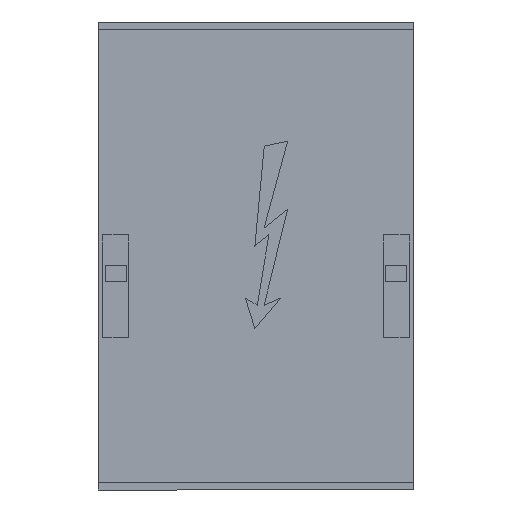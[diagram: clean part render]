
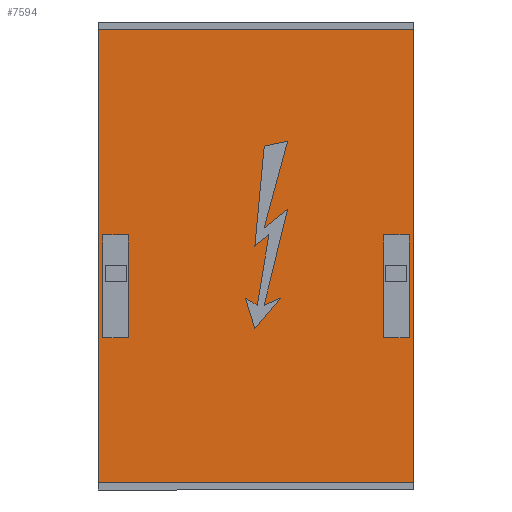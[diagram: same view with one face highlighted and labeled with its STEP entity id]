
A CAD part, front view. The second image highlights one B-rep face of the part: STEP entity #7594.
In plain terms, the highlighted face is planar.
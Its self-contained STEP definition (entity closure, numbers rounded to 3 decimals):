
#6901=CARTESIAN_POINT('',(89.0,-41.,-65.5));
#6902=VERTEX_POINT('',#6901);
#6909=CARTESIAN_POINT('',(89.0,3.,-65.5));
#6910=VERTEX_POINT('',#6909);
#6911=CARTESIAN_POINT('',(89.0,3.,-65.5));
#6912=DIRECTION('',(0.0,-1.0,0.0));
#6913=VECTOR('',#6912,44.);
#6914=LINE('',#6911,#6913);
#6915=EDGE_CURVE('',#6910,#6902,#6914,.T.);
#6940=CARTESIAN_POINT('',(89.0,3.,-54.5));
#6941=VERTEX_POINT('',#6940);
#6942=CARTESIAN_POINT('',(89.0,3.,-54.5));
#6943=DIRECTION('',(0.0,0.0,-1.0));
#6944=VECTOR('',#6943,11.);
#6945=LINE('',#6942,#6944);
#6946=EDGE_CURVE('',#6941,#6910,#6945,.T.);
#6971=CARTESIAN_POINT('',(89.0,-41.,-54.5));
#6972=VERTEX_POINT('',#6971);
#6973=CARTESIAN_POINT('',(89.0,-41.0,-54.5));
#6974=DIRECTION('',(0.0,1.0,0.0));
#6975=VECTOR('',#6974,44.);
#6976=LINE('',#6973,#6975);
#6977=EDGE_CURVE('',#6972,#6941,#6976,.T.);
#7000=CARTESIAN_POINT('',(89.0,-41.0,-65.5));
#7001=DIRECTION('',(0.0,0.0,1.0));
#7002=VECTOR('',#7001,11.);
#7003=LINE('',#7000,#7002);
#7004=EDGE_CURVE('',#6902,#6972,#7003,.T.);
#7043=CARTESIAN_POINT('',(89.0,-41.,54.5));
#7044=VERTEX_POINT('',#7043);
#7051=CARTESIAN_POINT('',(89.0,3.,54.5));
#7052=VERTEX_POINT('',#7051);
#7053=CARTESIAN_POINT('',(89.0,3.,54.5));
#7054=DIRECTION('',(0.0,-1.0,0.0));
#7055=VECTOR('',#7054,44.);
#7056=LINE('',#7053,#7055);
#7057=EDGE_CURVE('',#7052,#7044,#7056,.T.);
#7082=CARTESIAN_POINT('',(89.0,3.,65.5));
#7083=VERTEX_POINT('',#7082);
#7084=CARTESIAN_POINT('',(89.0,3.,65.5));
#7085=DIRECTION('',(0.0,0.0,-1.0));
#7086=VECTOR('',#7085,11.);
#7087=LINE('',#7084,#7086);
#7088=EDGE_CURVE('',#7083,#7052,#7087,.T.);
#7113=CARTESIAN_POINT('',(89.0,-41.,65.5));
#7114=VERTEX_POINT('',#7113);
#7115=CARTESIAN_POINT('',(89.0,-41.0,65.5));
#7116=DIRECTION('',(0.0,1.0,0.0));
#7117=VECTOR('',#7116,44.);
#7118=LINE('',#7115,#7117);
#7119=EDGE_CURVE('',#7114,#7083,#7118,.T.);
#7142=CARTESIAN_POINT('',(89.0,-41.0,54.5));
#7143=DIRECTION('',(0.0,0.0,1.0));
#7144=VECTOR('',#7143,11.);
#7145=LINE('',#7142,#7144);
#7146=EDGE_CURVE('',#7044,#7114,#7145,.T.);
#7185=CARTESIAN_POINT('',(89.0,6.,-3.5));
#7186=VERTEX_POINT('',#7185);
#7193=CARTESIAN_POINT('',(89.0,43.,-13.5));
#7194=VERTEX_POINT('',#7193);
#7195=CARTESIAN_POINT('',(89.0,43.,-13.5));
#7196=DIRECTION('',(0.0,-0.965,0.261));
#7197=VECTOR('',#7196,38.328);
#7198=LINE('',#7195,#7197);
#7199=EDGE_CURVE('',#7194,#7186,#7198,.T.);
#7223=CARTESIAN_POINT('',(89.0,14.,-13.5));
#7224=VERTEX_POINT('',#7223);
#7231=CARTESIAN_POINT('',(89.0,6.,-3.5));
#7232=DIRECTION('',(0.0,0.625,-0.781));
#7233=VECTOR('',#7232,12.806);
#7234=LINE('',#7231,#7233);
#7235=EDGE_CURVE('',#7186,#7224,#7234,.T.);
#7254=CARTESIAN_POINT('',(89.0,-27.,-3.5));
#7255=VERTEX_POINT('',#7254);
#7262=CARTESIAN_POINT('',(89.0,14.,-13.5));
#7263=DIRECTION('',(0.0,-0.972,0.237));
#7264=VECTOR('',#7263,42.202);
#7265=LINE('',#7262,#7264);
#7266=EDGE_CURVE('',#7224,#7255,#7265,.T.);
#7285=CARTESIAN_POINT('',(89.0,-24.,-10.5));
#7286=VERTEX_POINT('',#7285);
#7293=CARTESIAN_POINT('',(89.0,-27.,-3.5));
#7294=DIRECTION('',(0.0,0.394,-0.919));
#7295=VECTOR('',#7294,7.616);
#7296=LINE('',#7293,#7295);
#7297=EDGE_CURVE('',#7255,#7286,#7296,.T.);
#7316=CARTESIAN_POINT('',(89.0,-37.0,0.5));
#7317=VERTEX_POINT('',#7316);
#7324=CARTESIAN_POINT('',(89.0,-24.,-10.5));
#7325=DIRECTION('',(0.0,-0.763,0.646));
#7326=VECTOR('',#7325,17.029);
#7327=LINE('',#7324,#7326);
#7328=EDGE_CURVE('',#7286,#7317,#7327,.T.);
#7347=CARTESIAN_POINT('',(89.0,-24.,4.5));
#7348=VERTEX_POINT('',#7347);
#7355=CARTESIAN_POINT('',(89.0,-37.,0.5));
#7356=DIRECTION('',(0.0,0.956,0.294));
#7357=VECTOR('',#7356,13.601);
#7358=LINE('',#7355,#7357);
#7359=EDGE_CURVE('',#7317,#7348,#7358,.T.);
#7378=CARTESIAN_POINT('',(89.0,-27.,-0.5));
#7379=VERTEX_POINT('',#7378);
#7386=CARTESIAN_POINT('',(89.0,-24.,4.5));
#7387=DIRECTION('',(0.0,-0.514,-0.857));
#7388=VECTOR('',#7387,5.831);
#7389=LINE('',#7386,#7388);
#7390=EDGE_CURVE('',#7348,#7379,#7389,.T.);
#7409=CARTESIAN_POINT('',(89.0,3.,-5.5));
#7410=VERTEX_POINT('',#7409);
#7417=CARTESIAN_POINT('',(89.0,-27.,-0.5));
#7418=DIRECTION('',(0.0,0.986,-0.164));
#7419=VECTOR('',#7418,30.414);
#7420=LINE('',#7417,#7419);
#7421=EDGE_CURVE('',#7379,#7410,#7420,.T.);
#7440=CARTESIAN_POINT('',(89.0,-1.8,0.5));
#7441=VERTEX_POINT('',#7440);
#7448=CARTESIAN_POINT('',(89.0,3.,-5.5));
#7449=DIRECTION('',(0.0,-0.625,0.781));
#7450=VECTOR('',#7449,7.684);
#7451=LINE('',#7448,#7450);
#7452=EDGE_CURVE('',#7410,#7441,#7451,.T.);
#7471=CARTESIAN_POINT('',(89.0,41.0,-3.5));
#7472=VERTEX_POINT('',#7471);
#7479=CARTESIAN_POINT('',(89.0,-1.8,0.5));
#7480=DIRECTION('',(0.0,0.996,-0.093));
#7481=VECTOR('',#7480,42.987);
#7482=LINE('',#7479,#7481);
#7483=EDGE_CURVE('',#7441,#7472,#7482,.T.);
#7501=CARTESIAN_POINT('',(89.0,41.,-3.5));
#7502=DIRECTION('',(0.0,0.196,-0.981));
#7503=VECTOR('',#7502,10.198);
#7504=LINE('',#7501,#7503);
#7505=EDGE_CURVE('',#7472,#7194,#7504,.T.);
#7530=CARTESIAN_POINT('',(89.0,91.0,0.0));
#7531=DIRECTION('',(1.0,0.0,0.0));
#7532=DIRECTION('',(0.0,0.0,-1.0));
#7533=AXIS2_PLACEMENT_3D('',#7530,#7531,#7532);
#7534=PLANE('',#7533);
#7535=CARTESIAN_POINT('',(89.0,91.0,67.5));
#7536=VERTEX_POINT('',#7535);
#7537=CARTESIAN_POINT('',(89.0,-103.0,67.5));
#7538=VERTEX_POINT('',#7537);
#7539=CARTESIAN_POINT('',(89.0,91.0,67.5));
#7540=DIRECTION('',(0.0,-1.0,0.0));
#7541=VECTOR('',#7540,194.0);
#7542=LINE('',#7539,#7541);
#7543=EDGE_CURVE('',#7536,#7538,#7542,.T.);
#7544=ORIENTED_EDGE('',*,*,#7543,.T.);
#7545=CARTESIAN_POINT('',(89.0,-103.0,-67.5));
#7546=VERTEX_POINT('',#7545);
#7547=CARTESIAN_POINT('',(89.0,-103.0,67.5));
#7548=DIRECTION('',(0.0,0.0,-1.0));
#7549=VECTOR('',#7548,135.0);
#7550=LINE('',#7547,#7549);
#7551=EDGE_CURVE('',#7538,#7546,#7550,.T.);
#7552=ORIENTED_EDGE('',*,*,#7551,.T.);
#7553=CARTESIAN_POINT('',(89.0,91.0,-67.5));
#7554=VERTEX_POINT('',#7553);
#7555=CARTESIAN_POINT('',(89.0,-103.0,-67.5));
#7556=DIRECTION('',(0.0,1.0,0.0));
#7557=VECTOR('',#7556,194.0);
#7558=LINE('',#7555,#7557);
#7559=EDGE_CURVE('',#7546,#7554,#7558,.T.);
#7560=ORIENTED_EDGE('',*,*,#7559,.T.);
#7561=CARTESIAN_POINT('',(89.0,91.0,67.5));
#7562=DIRECTION('',(0.0,0.0,-1.0));
#7563=VECTOR('',#7562,135.0);
#7564=LINE('',#7561,#7563);
#7565=EDGE_CURVE('',#7536,#7554,#7564,.T.);
#7566=ORIENTED_EDGE('',*,*,#7565,.F.);
#7567=EDGE_LOOP('',(#7544,#7552,#7560,#7566));
#7568=FACE_OUTER_BOUND('',#7567,.T.);
#7569=ORIENTED_EDGE('',*,*,#6915,.T.);
#7570=ORIENTED_EDGE('',*,*,#7004,.T.);
#7571=ORIENTED_EDGE('',*,*,#6977,.T.);
#7572=ORIENTED_EDGE('',*,*,#6946,.T.);
#7573=EDGE_LOOP('',(#7569,#7570,#7571,#7572));
#7574=FACE_BOUND('',#7573,.T.);
#7575=ORIENTED_EDGE('',*,*,#7057,.T.);
#7576=ORIENTED_EDGE('',*,*,#7146,.T.);
#7577=ORIENTED_EDGE('',*,*,#7119,.T.);
#7578=ORIENTED_EDGE('',*,*,#7088,.T.);
#7579=EDGE_LOOP('',(#7575,#7576,#7577,#7578));
#7580=FACE_BOUND('',#7579,.T.);
#7581=ORIENTED_EDGE('',*,*,#7199,.T.);
#7582=ORIENTED_EDGE('',*,*,#7235,.T.);
#7583=ORIENTED_EDGE('',*,*,#7266,.T.);
#7584=ORIENTED_EDGE('',*,*,#7297,.T.);
#7585=ORIENTED_EDGE('',*,*,#7328,.T.);
#7586=ORIENTED_EDGE('',*,*,#7359,.T.);
#7587=ORIENTED_EDGE('',*,*,#7390,.T.);
#7588=ORIENTED_EDGE('',*,*,#7421,.T.);
#7589=ORIENTED_EDGE('',*,*,#7452,.T.);
#7590=ORIENTED_EDGE('',*,*,#7483,.T.);
#7591=ORIENTED_EDGE('',*,*,#7505,.T.);
#7592=EDGE_LOOP('',(#7581,#7582,#7583,#7584,#7585,#7586,#7587,#7588,#7589,#7590,#7591));
#7593=FACE_BOUND('',#7592,.T.);
#7594=ADVANCED_FACE('',(#7568,#7574,#7580,#7593),#7534,.T.);
